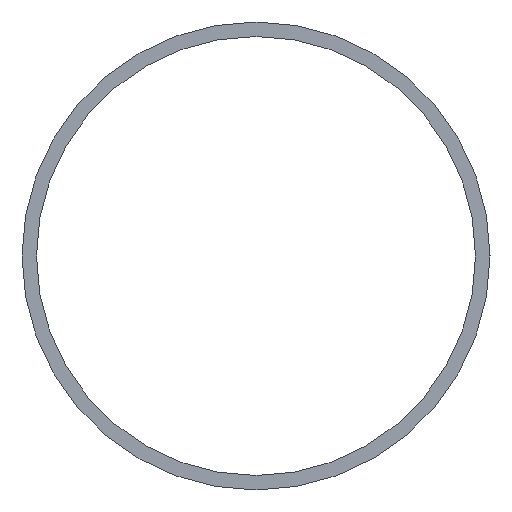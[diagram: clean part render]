
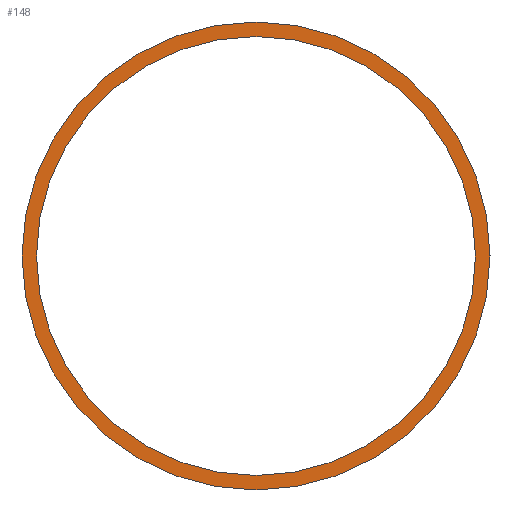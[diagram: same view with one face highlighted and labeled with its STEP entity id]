
A CAD part, left-side view. The second image highlights one B-rep face of the part: STEP entity #148.
In plain terms, the highlighted planar face has unit normal (-1, 0, 0).
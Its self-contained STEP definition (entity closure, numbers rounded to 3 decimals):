
#8 = FACE_OUTER_BOUND ( 'NONE', #83, .T. ) ;
#12 = EDGE_LOOP ( 'NONE', ( #48 ) ) ;
#15 = DIRECTION ( 'NONE',  ( 1., 0., 0. ) ) ;
#16 = AXIS2_PLACEMENT_3D ( 'NONE', #92, #17, #106 ) ;
#17 = DIRECTION ( 'NONE',  ( 1., 0., 0. ) ) ;
#21 = CARTESIAN_POINT ( 'NONE',  ( 0., 0., 0. ) ) ;
#27 = CARTESIAN_POINT ( 'NONE',  ( 0., 0., -23.45 ) ) ;
#40 = CARTESIAN_POINT ( 'NONE',  ( 0., 0., -25. ) ) ;
#47 = DIRECTION ( 'NONE',  ( 1., 0., 0. ) ) ;
#48 = ORIENTED_EDGE ( 'NONE', *, *, #119, .T. ) ;
#67 = AXIS2_PLACEMENT_3D ( 'NONE', #73, #15, #126 ) ;
#68 = CIRCLE ( 'NONE', #16, 23.45 ) ;
#73 = CARTESIAN_POINT ( 'NONE',  ( 0., 0., 0. ) ) ;
#83 = EDGE_LOOP ( 'NONE', ( #90 ) ) ;
#90 = ORIENTED_EDGE ( 'NONE', *, *, #115, .F. ) ;
#92 = CARTESIAN_POINT ( 'NONE',  ( 0., 0., 0. ) ) ;
#97 = VERTEX_POINT ( 'NONE', #40 ) ;
#98 = CIRCLE ( 'NONE', #154, 25. ) ;
#106 = DIRECTION ( 'NONE',  ( 0., 0., -1. ) ) ;
#115 = EDGE_CURVE ( 'NONE', #97, #97, #98, .T. ) ;
#119 = EDGE_CURVE ( 'NONE', #125, #125, #68, .T. ) ;
#125 = VERTEX_POINT ( 'NONE', #27 ) ;
#126 = DIRECTION ( 'NONE',  ( 0., 0., -1. ) ) ;
#130 = FACE_BOUND ( 'NONE', #12, .T. ) ;
#137 = DIRECTION ( 'NONE',  ( 0., 0., -1. ) ) ;
#148 = ADVANCED_FACE ( 'NONE', ( #8, #130 ), #155, .F. ) ;
#154 = AXIS2_PLACEMENT_3D ( 'NONE', #21, #47, #137 ) ;
#155 = PLANE ( 'NONE',  #67 ) ;
